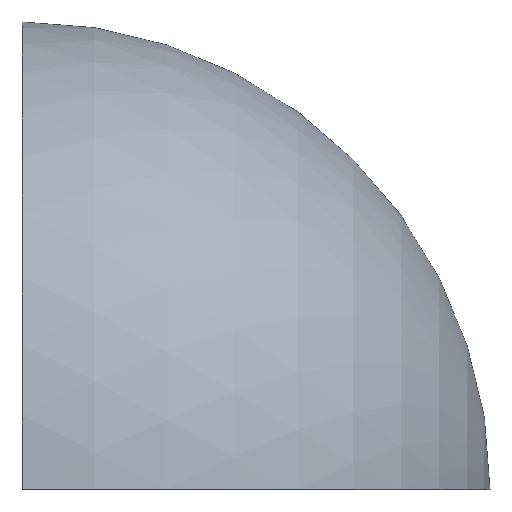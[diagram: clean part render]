
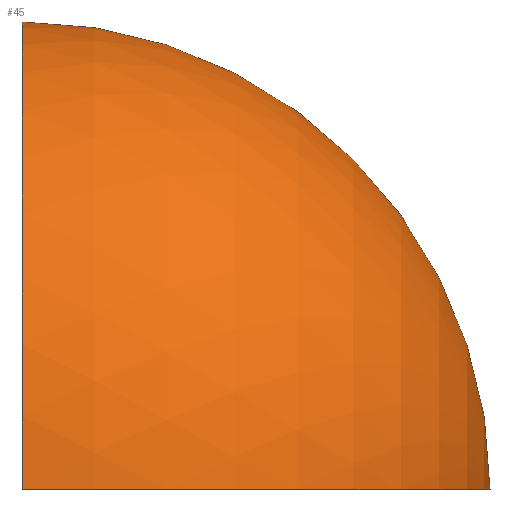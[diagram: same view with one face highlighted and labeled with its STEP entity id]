
A CAD part, top view. The second image highlights one B-rep face of the part: STEP entity #45.
In plain terms, the highlighted spherical face has radius 28.067 mm.
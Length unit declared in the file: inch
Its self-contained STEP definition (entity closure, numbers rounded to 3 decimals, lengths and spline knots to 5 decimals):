
#11 = CARTESIAN_POINT ( 'NONE',  ( 1.105, -1.105, 0. ) ) ;
#23 = CIRCLE ( 'NONE', #67, 1.105 ) ;
#28 = CARTESIAN_POINT ( 'NONE',  ( 0., -1.105, 0. ) ) ;
#29 = EDGE_LOOP ( 'NONE', ( #147, #118, #131 ) ) ;
#35 = DIRECTION ( 'NONE',  ( 0., 0., 1. ) ) ;
#39 = EDGE_CURVE ( 'NONE', #135, #98, #23, .T. ) ;
#40 = CIRCLE ( 'NONE', #129, 1.105 ) ;
#45 = ADVANCED_FACE ( 'NONE', ( #102 ), #138, .T. ) ;
#47 = CARTESIAN_POINT ( 'NONE',  ( 0., -1.105, 0. ) ) ;
#61 = DIRECTION ( 'NONE',  ( 0., 0., 1. ) ) ;
#67 = AXIS2_PLACEMENT_3D ( 'NONE', #28, #112, #161 ) ;
#72 = CARTESIAN_POINT ( 'NONE',  ( 0., -1.105, 0. ) ) ;
#79 = DIRECTION ( 'NONE',  ( 1., 0., 0. ) ) ;
#81 = CARTESIAN_POINT ( 'NONE',  ( 0., -1.105, 0. ) ) ;
#96 = AXIS2_PLACEMENT_3D ( 'NONE', #72, #35, #169 ) ;
#98 = VERTEX_POINT ( 'NONE', #174 ) ;
#99 = CIRCLE ( 'NONE', #96, 1.105 ) ;
#102 = FACE_OUTER_BOUND ( 'NONE', #29, .T. ) ;
#112 = DIRECTION ( 'NONE',  ( -1., 0., 0. ) ) ;
#115 = AXIS2_PLACEMENT_3D ( 'NONE', #81, #79, #170 ) ;
#116 = VERTEX_POINT ( 'NONE', #11 ) ;
#118 = ORIENTED_EDGE ( 'NONE', *, *, #132, .T. ) ;
#129 = AXIS2_PLACEMENT_3D ( 'NONE', #47, #144, #61 ) ;
#131 = ORIENTED_EDGE ( 'NONE', *, *, #39, .F. ) ;
#132 = EDGE_CURVE ( 'NONE', #116, #98, #99, .T. ) ;
#135 = VERTEX_POINT ( 'NONE', #145 ) ;
#138 = SPHERICAL_SURFACE ( 'NONE', #115, 1.105 ) ;
#144 = DIRECTION ( 'NONE',  ( 0., 1., 0. ) ) ;
#145 = CARTESIAN_POINT ( 'NONE',  ( 0., -1.105, 1.105 ) ) ;
#147 = ORIENTED_EDGE ( 'NONE', *, *, #166, .T. ) ;
#161 = DIRECTION ( 'NONE',  ( 0., 0., -1. ) ) ;
#166 = EDGE_CURVE ( 'NONE', #135, #116, #40, .T. ) ;
#169 = DIRECTION ( 'NONE',  ( -1., 0., 0. ) ) ;
#170 = DIRECTION ( 'NONE',  ( 0., 0., 1. ) ) ;
#174 = CARTESIAN_POINT ( 'NONE',  ( 0., 0., 0. ) ) ;
